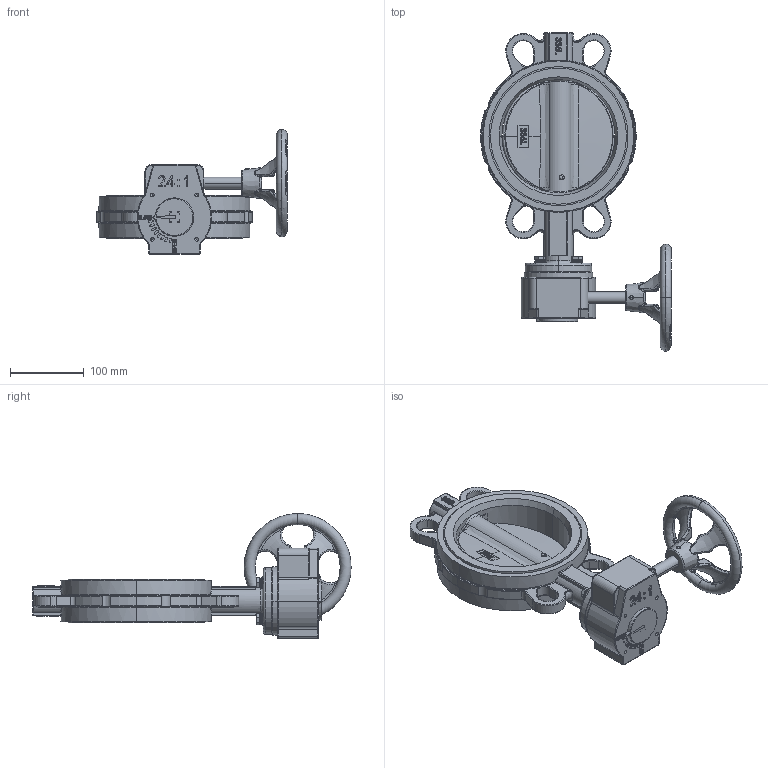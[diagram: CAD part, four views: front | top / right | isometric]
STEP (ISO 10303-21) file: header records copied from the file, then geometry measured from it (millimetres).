
FILE_DESCRIPTION (( 'STEP AP203' ), '1' );
FILE_NAME ('J9 DN150 + RM PN25.STEP', '2023-11-21T07:31:03', ( '' ), ( '' ), 'SwSTEP 2.0', 'SolidWorks 2023', '' );
FILE_SCHEMA (( 'CONFIG_CONTROL_DESIGN' ));
Products named in the file (1): J9 DN150 + RM PN25
Bounding box: 258.5 x 431.3 x 169 mm (x, y, z)
Volume: 2157524.9 mm3; surface area: 264186.9 mm2
Topology: 1 solids, 11 shells, 1662 faces, 4176 edges, 2541 vertices
Faces by surface type: plane 597, bspline 396, cylinder 313, torus 204, cone 100, sphere 52
Entity records: 82914 total; most frequent: CARTESIAN_POINT 45953, ORIENTED_EDGE 8204, DIRECTION 6966, EDGE_CURVE 4102, AXIS2_PLACEMENT_3D 2623, VERTEX_POINT 2541, EDGE_LOOP 1769, LINE 1720
